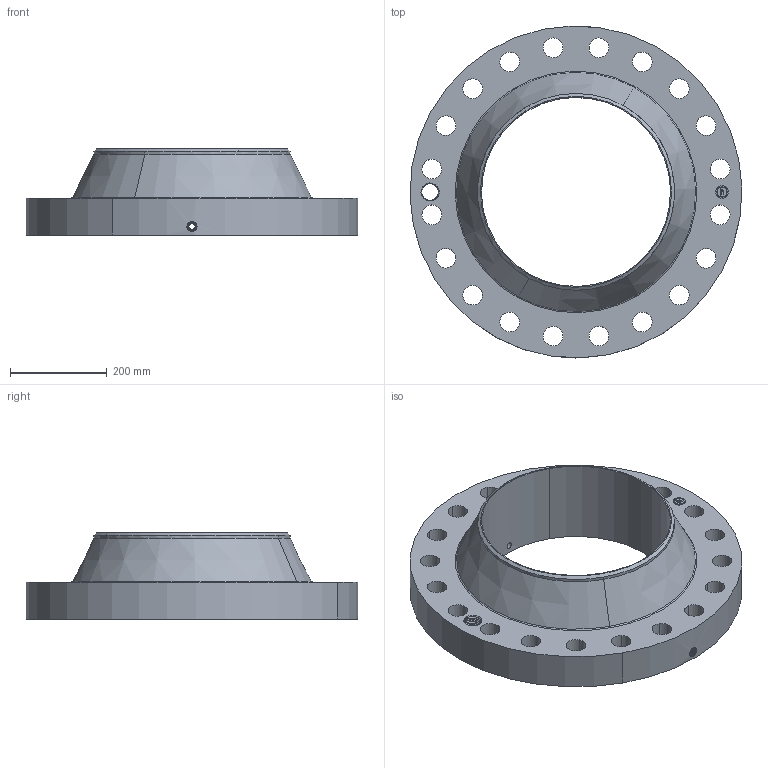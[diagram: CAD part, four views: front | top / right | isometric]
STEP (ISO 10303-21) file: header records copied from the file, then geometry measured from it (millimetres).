
FILE_DESCRIPTION(('3D STEP'),'2;1');
FILE_NAME('16-600-FF-WELD-NECK-20-ORIF-FLANGE.stp','2013-10-27T04:00:33+00:00',('Texas Flange'),(''),'CATIA Version 5 Release 20 SP 6 (IN-10)','CATIA V5 STEP AP214','800-826-3801');
FILE_SCHEMA(('AUTOMOTIVE_DESIGN { 1 0 10303 214 1 1 1 1 }'));
Length unit declared in the file: inch
Products named in the file (1): 16-600-FF-WELD-NECK-20-ORIF-FLANGE
Bounding box: 685.61 x 685.8 x 177.8 mm (x, y, z)
Volume: 20683874.1 mm3; surface area: 1137551.4 mm2
Topology: 1 solids, 1 shells, 808 faces, 2202 edges, 1414 vertices
Faces by surface type: plane 368, bspline 264, cylinder 122, cone 48, revolution 4, torus 2
Entity records: 34424 total; most frequent: CARTESIAN_POINT 14392, ORIENTED_EDGE 4404, EDGE_CURVE 2202, DIRECTION 2159, VERTEX_POINT 1414, VECTOR 1209, LINE 1209, EDGE_LOOP 874
